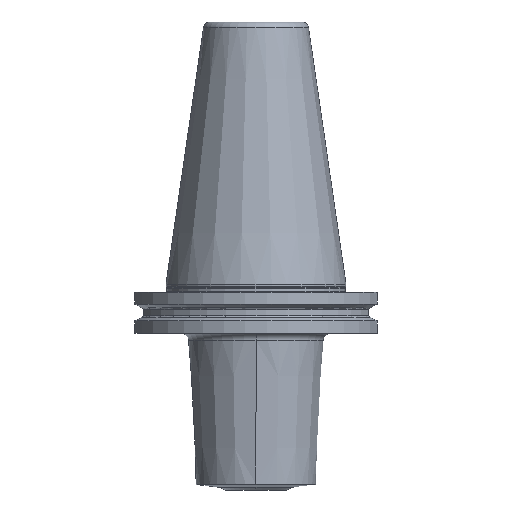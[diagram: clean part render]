
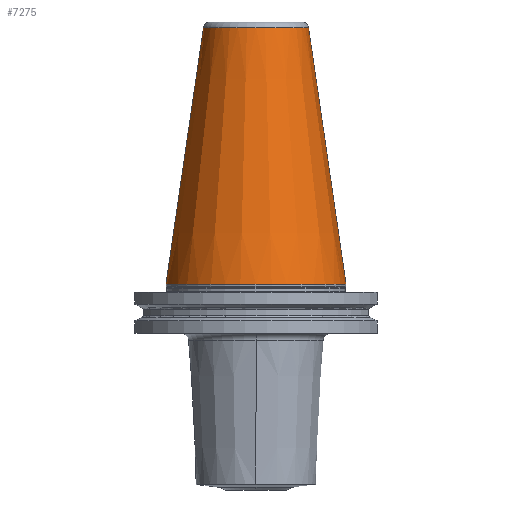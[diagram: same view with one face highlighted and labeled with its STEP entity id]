
A CAD part, front view. The second image highlights one B-rep face of the part: STEP entity #7275.
In plain terms, the highlighted conical face has half-angle 8.3 degrees and reference radius 27.659 mm.
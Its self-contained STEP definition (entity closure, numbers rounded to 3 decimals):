
#2939=CARTESIAN_POINT('',(0.,0.,0.));
#2940=DIRECTION('',(0.,0.,1.));
#2941=DIRECTION('',(-1.,0.,0.));
#2942=AXIS2_PLACEMENT_3D('',#2939,#2940,#2941);
#2955=CARTESIAN_POINT('',(0.,0.,99.611));
#2956=DIRECTION('',(0.,0.,1.));
#2957=DIRECTION('',(-1.,0.,0.));
#2958=AXIS2_PLACEMENT_3D('',#2955,#2956,#2957);
#3147=DIRECTION('',(0.144,0.,0.99));
#3148=VECTOR('',#3147,100.665);
#3149=CARTESIAN_POINT('',(-34.925,0.,0.));
#3150=LINE('',#3149,#3148);
#3162=DIRECTION('',(-0.144,0.,0.99));
#3163=VECTOR('',#3162,100.665);
#3164=CARTESIAN_POINT('',(34.925,0.,0.));
#3165=LINE('',#3164,#3163);
#5164=CARTESIAN_POINT('',(34.925,0.,0.));
#5165=VERTEX_POINT('',#5164);
#5166=CARTESIAN_POINT('',(-34.925,0.,0.));
#5167=VERTEX_POINT('',#5166);
#5340=CARTESIAN_POINT('',(-20.393,0.,99.611));
#5341=CARTESIAN_POINT('',(20.393,0.,99.611));
#5342=VERTEX_POINT('',#5340);
#5343=VERTEX_POINT('',#5341);
#7261=CARTESIAN_POINT('',(0.,0.,49.805));
#7262=DIRECTION('',(0.,0.,-1.));
#7263=DIRECTION('',(-1.,0.,0.));
#7264=AXIS2_PLACEMENT_3D('',#7261,#7262,#7263);
#7265=CONICAL_SURFACE('',#7264,27.659,8.3);
#7267=ORIENTED_EDGE('',*,*,#7266,.T.);
#7269=ORIENTED_EDGE('',*,*,#7268,.F.);
#7270=ORIENTED_EDGE('',*,*,#7256,.F.);
#7272=ORIENTED_EDGE('',*,*,#7271,.T.);
#7273=EDGE_LOOP('',(#7267,#7269,#7270,#7272));
#7274=FACE_OUTER_BOUND('',#7273,.F.);
#2943=CIRCLE('',#2942,34.925);
#2959=CIRCLE('',#2958,20.393);
#7256=EDGE_CURVE('',#5167,#5165,#2943,.T.);
#7266=EDGE_CURVE('',#5342,#5343,#2959,.T.);
#7268=EDGE_CURVE('',#5165,#5343,#3165,.T.);
#7271=EDGE_CURVE('',#5167,#5342,#3150,.T.);
#7275=ADVANCED_FACE('',(#7274),#7265,.T.);
